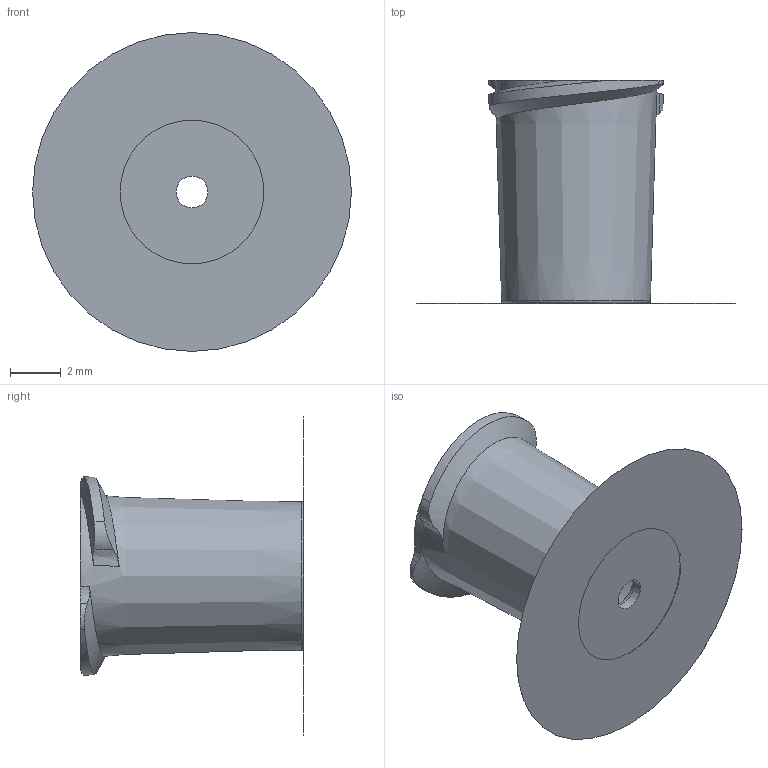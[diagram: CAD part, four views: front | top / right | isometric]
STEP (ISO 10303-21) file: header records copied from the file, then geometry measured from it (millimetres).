
FILE_DESCRIPTION(/* description */ ('','CAx-IF Rec.Pracs.---Representation and Presentation of Product Manufacturing Information (PMI)---4.0---2014-10-13'),/* implementation_level */ '2;1');
FILE_NAME(/* name */ 'Luer-lock_2025_02_20.step',/* time_stamp */ '2025-02-20T17:21:00-05:00',/* author */ (''),/* organization */ (''),/* preprocessor_version */ 'ST-DEVELOPER v20',/* originating_system */ 'Autodesk Translation Framework v13.20.0.188',/* authorisation */ '');
FILE_SCHEMA (('AP242_MANAGED_MODEL_BASED_3D_ENGINEERING_MIM_LF { 1 0 10303 442 1 1 4 }'));
Length unit declared in the file: millimetre
Products named in the file (3): Luer-lock_2025_02_03; Luer-lock; Safe area
Assembly tree (2 placements, depth 2):
  Luer-lock_2025_02_03
    Luer-lock
    Safe area
Bounding box: 12.5 x 8.75 x 12.5 mm (x, y, z)
Volume: 159 mm3; surface area: 536.1 mm2
Topology: 2 solids, 2 shells, 28 faces, 72 edges, 48 vertices
Faces by surface type: bspline 12, torus 4, cone 4, cylinder 4, plane 4
Full cylindrical faces by diameter (mm): 5.636 x1, 12.5 x1
Entity records: 1759 total; most frequent: CARTESIAN_POINT 1051, ORIENTED_EDGE 144, DIRECTION 112, EDGE_CURVE 72, AXIS2_PLACEMENT_3D 49, VERTEX_POINT 48, EDGE_LOOP 32, B_SPLINE_CURVE_WITH_KNOTS 28
